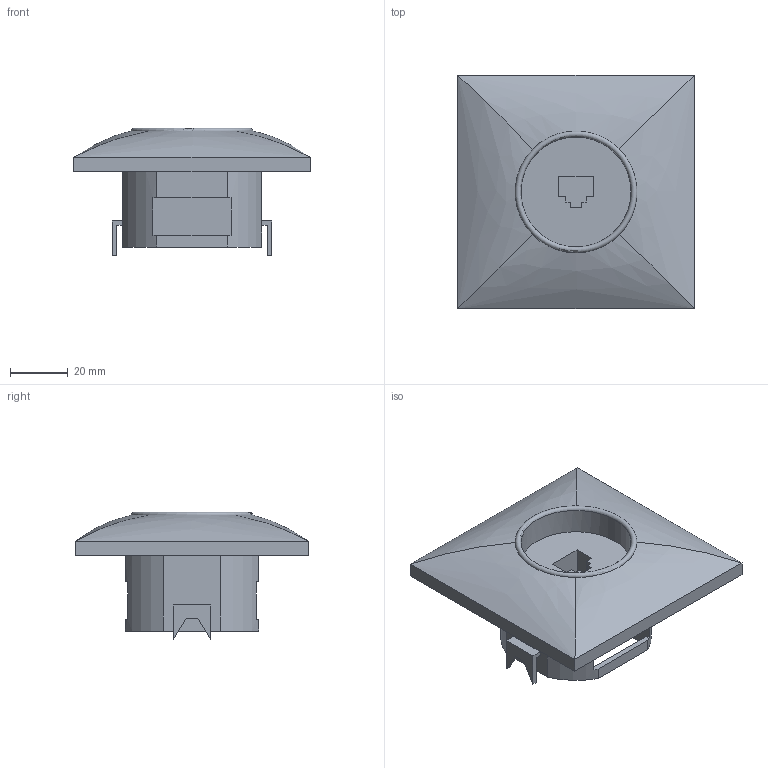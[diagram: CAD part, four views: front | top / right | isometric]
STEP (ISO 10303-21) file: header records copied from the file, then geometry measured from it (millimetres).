
FILE_DESCRIPTION (( 'STEP AP203' ), '1' );
FILE_NAME ('ETK10-K01-DM ÐÒ10-ÊÁ Ðîçåòêà 1ìåñòí. òåëåôîííàÿ ÊÂÀÐÒÀ (áåëûé).STEP', '2016-11-23T11:19:27', ( '' ), ( '' ), 'SwSTEP 2.0', 'SolidWorks 2014', '' );
FILE_SCHEMA (( 'CONFIG_CONTROL_DESIGN' ));
Length unit declared in the file: millimetre
Products named in the file (1): ETK10-K01-DM ÐÒ10-ÊÁ Ðîçåòêà 1ìåñòí. òåëåôîííàÿ ÊÂÀÐÒÀ (áåëûé)
Bounding box: 81.5 x 80.5 x 44 mm (x, y, z)
Volume: 82452 mm3; surface area: 30464.7 mm2
Topology: 1 solids, 1 shells, 110 faces, 305 edges, 203 vertices
Faces by surface type: plane 76, cylinder 29, bspline 4, torus 1
Full cylindrical faces by diameter (mm): 4 x4, 38 x1
Entity records: 3669 total; most frequent: CARTESIAN_POINT 739, ORIENTED_EDGE 588, DIRECTION 574, EDGE_CURVE 294, LINE 220, VECTOR 220, VERTEX_POINT 198, AXIS2_PLACEMENT_3D 177
